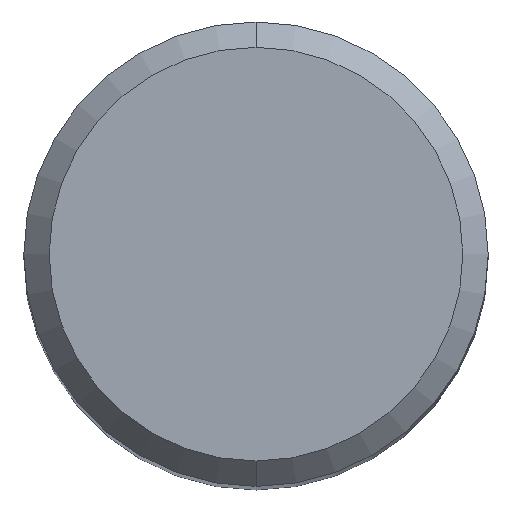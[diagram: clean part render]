
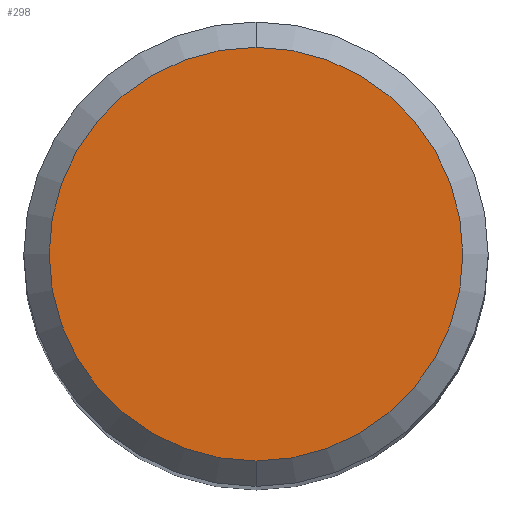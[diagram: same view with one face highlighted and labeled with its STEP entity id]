
A CAD part, top view. The second image highlights one B-rep face of the part: STEP entity #298.
In plain terms, the highlighted planar face has unit normal (0, 0, 1).
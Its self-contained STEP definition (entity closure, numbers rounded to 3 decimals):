
#234=VERTEX_POINT('',#539);
#298=ADVANCED_FACE('',(#610),#611,.T.);
#306=VERTEX_POINT('',#622);
#314=EDGE_CURVE('',#234,#306,#632,.T.);
#414=EDGE_CURVE('',#306,#234,#743,.T.);
#539=CARTESIAN_POINT('',(0.,-4.9,0.0));
#610=FACE_OUTER_BOUND('',#1127,.T.);
#611=PLANE('',#1128);
#622=CARTESIAN_POINT('',(0.0,4.9,0.0));
#632=CIRCLE('',#1153,4.9);
#743=CIRCLE('',#1387,4.9);
#1127=EDGE_LOOP('',(#1614,#1615));
#1128=AXIS2_PLACEMENT_3D('',#1616,#1617,#1618);
#1153=AXIS2_PLACEMENT_3D('',#1657,#1658,#1659);
#1387=AXIS2_PLACEMENT_3D('',#1791,#1792,#1793);
#1614=ORIENTED_EDGE('',*,*,#414,.F.);
#1615=ORIENTED_EDGE('',*,*,#314,.F.);
#1616=CARTESIAN_POINT('',(0.0,2.45,0.0));
#1617=DIRECTION('',(-0.0,0.0,1.0));
#1618=DIRECTION('',(0.0,-1.0,0.0));
#1657=CARTESIAN_POINT('',(0.0,0.0,0.0));
#1658=DIRECTION('',(0.0,0.0,-1.0));
#1659=DIRECTION('',(0.0,1.0,0.0));
#1791=CARTESIAN_POINT('',(0.0,0.0,0.0));
#1792=DIRECTION('',(0.0,0.0,-1.0));
#1793=DIRECTION('',(0.0,1.0,0.0));
